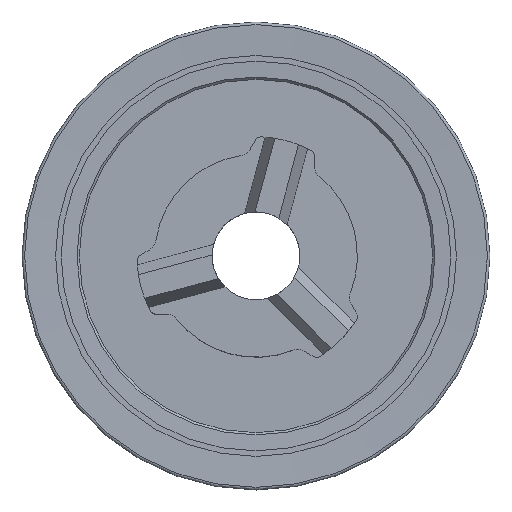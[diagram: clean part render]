
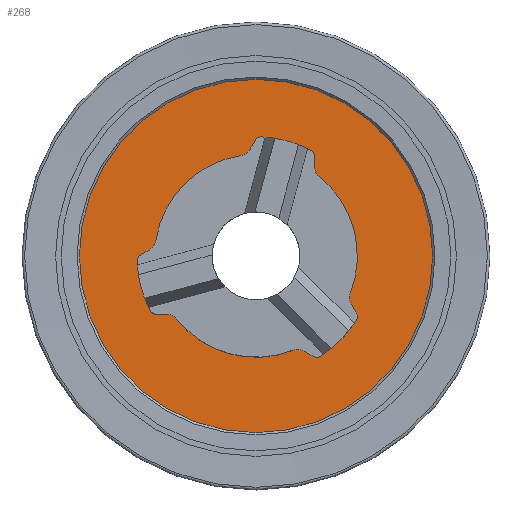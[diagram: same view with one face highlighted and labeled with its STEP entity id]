
A CAD part, top view. The second image highlights one B-rep face of the part: STEP entity #268.
In plain terms, the highlighted planar face has unit normal (0, 0, 1).
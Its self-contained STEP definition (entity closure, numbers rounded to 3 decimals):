
#160=LINE('',#1625,#208);
#166=LINE('',#1643,#214);
#168=LINE('',#1647,#216);
#171=LINE('',#1657,#219);
#173=LINE('',#1661,#221);
#179=LINE('',#1679,#227);
#208=VECTOR('',#1268,1.);
#214=VECTOR('',#1288,1.);
#216=VECTOR('',#1292,1.);
#219=VECTOR('',#1305,1.);
#221=VECTOR('',#1309,1.);
#227=VECTOR('',#1329,1.);
#268=ADVANCED_FACE('',(#310,#311),#301,.T.);
#301=PLANE('',#1092);
#310=FACE_BOUND('',#382,.T.);
#311=FACE_BOUND('',#383,.T.);
#382=EDGE_LOOP('',(#609,#610,#611,#612,#613,#614,#615,#616,#617,#618,#619,
#620,#621,#622,#623,#624,#625,#626,#627,#628,#629,#630,#631,#632));
#383=EDGE_LOOP('',(#633));
#609=ORIENTED_EDGE('',*,*,#856,.F.);
#610=ORIENTED_EDGE('',*,*,#846,.F.);
#611=ORIENTED_EDGE('',*,*,#849,.F.);
#612=ORIENTED_EDGE('',*,*,#851,.F.);
#613=ORIENTED_EDGE('',*,*,#853,.F.);
#614=ORIENTED_EDGE('',*,*,#855,.F.);
#615=ORIENTED_EDGE('',*,*,#857,.F.);
#616=ORIENTED_EDGE('',*,*,#811,.F.);
#617=ORIENTED_EDGE('',*,*,#858,.F.);
#618=ORIENTED_EDGE('',*,*,#839,.F.);
#619=ORIENTED_EDGE('',*,*,#841,.F.);
#620=ORIENTED_EDGE('',*,*,#755,.F.);
#621=ORIENTED_EDGE('',*,*,#843,.F.);
#622=ORIENTED_EDGE('',*,*,#844,.F.);
#623=ORIENTED_EDGE('',*,*,#751,.F.);
#624=ORIENTED_EDGE('',*,*,#817,.F.);
#625=ORIENTED_EDGE('',*,*,#859,.F.);
#626=ORIENTED_EDGE('',*,*,#828,.F.);
#627=ORIENTED_EDGE('',*,*,#831,.F.);
#628=ORIENTED_EDGE('',*,*,#833,.F.);
#629=ORIENTED_EDGE('',*,*,#835,.F.);
#630=ORIENTED_EDGE('',*,*,#837,.F.);
#631=ORIENTED_EDGE('',*,*,#860,.F.);
#632=ORIENTED_EDGE('',*,*,#805,.F.);
#633=ORIENTED_EDGE('',*,*,#861,.F.);
#662=VERTEX_POINT('',#1433);
#663=VERTEX_POINT('',#1434);
#666=VERTEX_POINT('',#1442);
#667=VERTEX_POINT('',#1443);
#710=VERTEX_POINT('',#1560);
#711=VERTEX_POINT('',#1562);
#714=VERTEX_POINT('',#1577);
#715=VERTEX_POINT('',#1579);
#718=VERTEX_POINT('',#1594);
#721=VERTEX_POINT('',#1624);
#722=VERTEX_POINT('',#1626);
#723=VERTEX_POINT('',#1630);
#724=VERTEX_POINT('',#1634);
#725=VERTEX_POINT('',#1638);
#726=VERTEX_POINT('',#1642);
#727=VERTEX_POINT('',#1646);
#728=VERTEX_POINT('',#1648);
#729=VERTEX_POINT('',#1654);
#730=VERTEX_POINT('',#1660);
#731=VERTEX_POINT('',#1662);
#732=VERTEX_POINT('',#1666);
#733=VERTEX_POINT('',#1670);
#734=VERTEX_POINT('',#1674);
#735=VERTEX_POINT('',#1678);
#736=VERTEX_POINT('',#1692);
#751=EDGE_CURVE('',#662,#663,#876,.T.);
#755=EDGE_CURVE('',#666,#667,#878,.T.);
#805=EDGE_CURVE('',#710,#711,#907,.T.);
#811=EDGE_CURVE('',#714,#715,#909,.T.);
#817=EDGE_CURVE('',#718,#662,#911,.T.);
#828=EDGE_CURVE('',#721,#722,#160,.T.);
#831=EDGE_CURVE('',#723,#721,#913,.T.);
#833=EDGE_CURVE('',#724,#723,#914,.T.);
#835=EDGE_CURVE('',#725,#724,#915,.T.);
#837=EDGE_CURVE('',#726,#725,#166,.T.);
#839=EDGE_CURVE('',#727,#728,#168,.T.);
#841=EDGE_CURVE('',#667,#727,#916,.T.);
#843=EDGE_CURVE('',#729,#666,#917,.T.);
#844=EDGE_CURVE('',#663,#729,#171,.T.);
#846=EDGE_CURVE('',#730,#731,#173,.T.);
#849=EDGE_CURVE('',#732,#730,#918,.T.);
#851=EDGE_CURVE('',#733,#732,#919,.T.);
#853=EDGE_CURVE('',#734,#733,#920,.T.);
#855=EDGE_CURVE('',#735,#734,#179,.T.);
#856=EDGE_CURVE('',#731,#710,#921,.T.);
#857=EDGE_CURVE('',#715,#735,#922,.T.);
#858=EDGE_CURVE('',#728,#714,#923,.T.);
#859=EDGE_CURVE('',#722,#718,#924,.T.);
#860=EDGE_CURVE('',#711,#726,#925,.T.);
#861=EDGE_CURVE('',#736,#736,#926,.T.);
#876=CIRCLE('',#1002,0.4);
#878=CIRCLE('',#1005,6.);
#907=CIRCLE('',#1041,7.05);
#909=CIRCLE('',#1044,7.05);
#911=CIRCLE('',#1047,7.05);
#913=CIRCLE('',#1060,0.8);
#914=CIRCLE('',#1062,6.);
#915=CIRCLE('',#1064,0.8);
#916=CIRCLE('',#1068,0.8);
#917=CIRCLE('',#1070,0.8);
#918=CIRCLE('',#1074,0.8);
#919=CIRCLE('',#1076,6.);
#920=CIRCLE('',#1078,0.8);
#921=CIRCLE('',#1081,0.4);
#922=CIRCLE('',#1083,0.4);
#923=CIRCLE('',#1085,0.4);
#924=CIRCLE('',#1087,0.4);
#925=CIRCLE('',#1089,0.4);
#926=CIRCLE('',#1091,10.458);
#1002=AXIS2_PLACEMENT_3D('',#1432,#1126,#1127);
#1005=AXIS2_PLACEMENT_3D('',#1441,#1134,#1135);
#1041=AXIS2_PLACEMENT_3D('',#1561,#1221,#1222);
#1044=AXIS2_PLACEMENT_3D('',#1578,#1229,#1230);
#1047=AXIS2_PLACEMENT_3D('',#1595,#1237,#1238);
#1060=AXIS2_PLACEMENT_3D('',#1631,#1273,#1274);
#1062=AXIS2_PLACEMENT_3D('',#1635,#1278,#1279);
#1064=AXIS2_PLACEMENT_3D('',#1639,#1283,#1284);
#1068=AXIS2_PLACEMENT_3D('',#1651,#1296,#1297);
#1070=AXIS2_PLACEMENT_3D('',#1655,#1301,#1302);
#1074=AXIS2_PLACEMENT_3D('',#1667,#1314,#1315);
#1076=AXIS2_PLACEMENT_3D('',#1671,#1319,#1320);
#1078=AXIS2_PLACEMENT_3D('',#1675,#1324,#1325);
#1081=AXIS2_PLACEMENT_3D('',#1681,#1332,#1333);
#1083=AXIS2_PLACEMENT_3D('',#1683,#1336,#1337);
#1085=AXIS2_PLACEMENT_3D('',#1685,#1340,#1341);
#1087=AXIS2_PLACEMENT_3D('',#1687,#1344,#1345);
#1089=AXIS2_PLACEMENT_3D('',#1689,#1348,#1349);
#1091=AXIS2_PLACEMENT_3D('',#1691,#1352,#1353);
#1092=AXIS2_PLACEMENT_3D('',#1693,#1354,#1355);
#1126=DIRECTION('',(0.,0.,1.));
#1127=DIRECTION('',(-1.,0.,0.));
#1134=DIRECTION('',(0.,0.,1.));
#1135=DIRECTION('',(1.,0.,0.));
#1221=DIRECTION('',(0.,0.,1.));
#1222=DIRECTION('',(1.,0.,0.));
#1229=DIRECTION('',(0.,0.,1.));
#1230=DIRECTION('',(1.,0.,0.));
#1237=DIRECTION('',(0.,0.,1.));
#1238=DIRECTION('',(1.,0.,0.));
#1268=DIRECTION('',(0.866,-0.5,0.));
#1273=DIRECTION('',(0.,0.,-1.));
#1274=DIRECTION('',(-1.,0.,0.));
#1278=DIRECTION('',(0.,0.,1.));
#1279=DIRECTION('',(1.,0.,0.));
#1283=DIRECTION('',(0.,0.,-1.));
#1284=DIRECTION('',(1.,0.,0.));
#1288=DIRECTION('',(1.,0.,0.));
#1292=DIRECTION('',(0.,1.,0.));
#1296=DIRECTION('',(0.,0.,-1.));
#1297=DIRECTION('',(-1.,0.,0.));
#1301=DIRECTION('',(0.,0.,-1.));
#1302=DIRECTION('',(1.,0.,0.));
#1305=DIRECTION('',(-0.5,0.866,0.));
#1309=DIRECTION('',(-0.866,-0.5,0.));
#1314=DIRECTION('',(0.,0.,-1.));
#1315=DIRECTION('',(-1.,0.,0.));
#1319=DIRECTION('',(0.,0.,1.));
#1320=DIRECTION('',(1.,0.,0.));
#1324=DIRECTION('',(0.,0.,-1.));
#1325=DIRECTION('',(1.,0.,0.));
#1329=DIRECTION('',(-0.5,-0.866,0.));
#1332=DIRECTION('',(0.,0.,1.));
#1333=DIRECTION('',(-1.,0.,0.));
#1336=DIRECTION('',(0.,0.,1.));
#1337=DIRECTION('',(-1.,0.,0.));
#1340=DIRECTION('',(0.,0.,1.));
#1341=DIRECTION('',(-1.,0.,0.));
#1344=DIRECTION('',(0.,0.,1.));
#1345=DIRECTION('',(-1.,0.,0.));
#1348=DIRECTION('',(0.,0.,1.));
#1349=DIRECTION('',(-1.,0.,0.));
#1352=DIRECTION('',(0.,0.,-1.));
#1353=DIRECTION('',(-1.,0.,0.));
#1354=DIRECTION('',(0.,0.,1.));
#1355=DIRECTION('',(-1.,0.,0.));
#1432=CARTESIAN_POINT('',(5.601,-3.585,-4.15));
#1433=CARTESIAN_POINT('',(5.938,-3.801,-4.15));
#1434=CARTESIAN_POINT('',(5.947,-3.385,-4.15));
#1441=CARTESIAN_POINT('',(0.,0.,-4.15));
#1442=CARTESIAN_POINT('',(5.593,-2.173,-4.15));
#1443=CARTESIAN_POINT('',(3.757,4.678,-4.15));
#1560=CARTESIAN_POINT('',(-7.043,-0.323,-4.15));
#1561=CARTESIAN_POINT('',(0.,0.,-4.15));
#1562=CARTESIAN_POINT('',(-6.26,-3.242,-4.15));
#1577=CARTESIAN_POINT('',(3.242,6.26,-4.15));
#1578=CARTESIAN_POINT('',(0.,0.,-4.15));
#1579=CARTESIAN_POINT('',(0.323,7.043,-4.15));
#1594=CARTESIAN_POINT('',(3.801,-5.938,-4.15));
#1595=CARTESIAN_POINT('',(0.,0.,-4.15));
#1624=CARTESIAN_POINT('',(2.863,-5.646,-4.15));
#1625=CARTESIAN_POINT('',(3.385,-5.947,-4.15));
#1626=CARTESIAN_POINT('',(3.385,-5.947,-4.15));
#1630=CARTESIAN_POINT('',(2.173,-5.593,-4.15));
#1631=CARTESIAN_POINT('',(2.463,-6.338,-4.15));
#1634=CARTESIAN_POINT('',(-4.678,-3.757,-4.15));
#1635=CARTESIAN_POINT('',(0.,0.,-4.15));
#1638=CARTESIAN_POINT('',(-5.302,-3.458,-4.15));
#1639=CARTESIAN_POINT('',(-5.302,-4.258,-4.15));
#1642=CARTESIAN_POINT('',(-5.905,-3.458,-4.15));
#1643=CARTESIAN_POINT('',(-5.905,-3.458,-4.15));
#1646=CARTESIAN_POINT('',(3.458,5.302,-4.15));
#1647=CARTESIAN_POINT('',(3.458,5.905,-4.15));
#1648=CARTESIAN_POINT('',(3.458,5.905,-4.15));
#1651=CARTESIAN_POINT('',(4.258,5.302,-4.15));
#1654=CARTESIAN_POINT('',(5.646,-2.863,-4.15));
#1655=CARTESIAN_POINT('',(6.338,-2.463,-4.15));
#1657=CARTESIAN_POINT('',(5.947,-3.385,-4.15));
#1660=CARTESIAN_POINT('',(-6.321,0.344,-4.15));
#1661=CARTESIAN_POINT('',(-6.843,0.042,-4.15));
#1662=CARTESIAN_POINT('',(-6.843,0.042,-4.15));
#1666=CARTESIAN_POINT('',(-5.93,0.915,-4.15));
#1667=CARTESIAN_POINT('',(-6.721,1.037,-4.15));
#1670=CARTESIAN_POINT('',(-0.915,5.93,-4.15));
#1671=CARTESIAN_POINT('',(0.,0.,-4.15));
#1674=CARTESIAN_POINT('',(-0.344,6.321,-4.15));
#1675=CARTESIAN_POINT('',(-1.037,6.721,-4.15));
#1678=CARTESIAN_POINT('',(-0.042,6.843,-4.15));
#1679=CARTESIAN_POINT('',(-0.042,6.843,-4.15));
#1681=CARTESIAN_POINT('',(-6.643,-0.304,-4.15));
#1683=CARTESIAN_POINT('',(0.304,6.643,-4.15));
#1685=CARTESIAN_POINT('',(3.058,5.905,-4.15));
#1687=CARTESIAN_POINT('',(3.585,-5.601,-4.15));
#1689=CARTESIAN_POINT('',(-5.905,-3.058,-4.15));
#1691=CARTESIAN_POINT('',(0.,0.,-4.15));
#1692=CARTESIAN_POINT('',(-10.458,0.,-4.15));
#1693=CARTESIAN_POINT('',(14.928,-10.701,-4.15));
